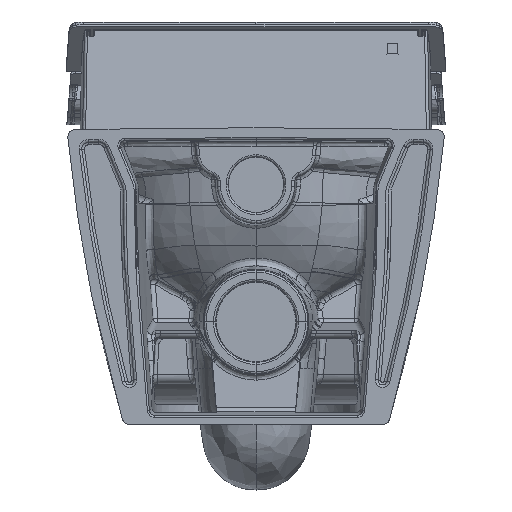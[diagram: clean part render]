
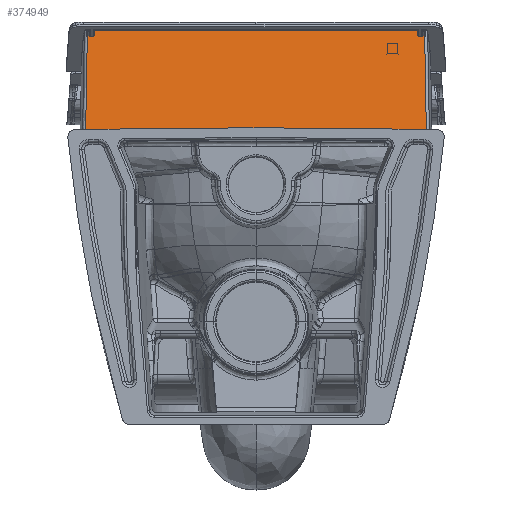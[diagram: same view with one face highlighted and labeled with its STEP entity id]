
A CAD part, left-side view. The second image highlights one B-rep face of the part: STEP entity #374949.
In plain terms, the highlighted face is planar.
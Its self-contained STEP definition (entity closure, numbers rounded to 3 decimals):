
#319675=CARTESIAN_POINT('',(105.207,159.2,67.218));
#319676=VERTEX_POINT('',#319675);
#319692=CARTESIAN_POINT('',(105.207,-159.2,67.218));
#319693=VERTEX_POINT('',#319692);
#319701=CARTESIAN_POINT('',(105.207,159.2,67.218));
#319702=DIRECTION('',(0.0,-1.0,0.0));
#319703=VECTOR('',#319702,318.4);
#319704=LINE('',#319701,#319703);
#319705=EDGE_CURVE('',#319693,#319676,#319704,.F.);
#324722=CARTESIAN_POINT('',(121.391,-167.707,-31.02));
#324723=VERTEX_POINT('',#324722);
#324724=CARTESIAN_POINT('',(106.201,-166.121,61.182));
#324725=VERTEX_POINT('',#324724);
#324726=CARTESIAN_POINT('',(121.391,-167.707,-31.02));
#324727=CARTESIAN_POINT('',(116.328,-167.178,-0.286));
#324728=CARTESIAN_POINT('',(111.265,-166.649,30.448));
#324729=CARTESIAN_POINT('',(106.201,-166.121,61.182));
#324730=B_SPLINE_CURVE_WITH_KNOTS('',3,(#324726,#324727,#324728,#324729),.UNSPECIFIED.,.F.,.U.,(4,4),(27.843,121.301),.UNSPECIFIED.);
#324731=EDGE_CURVE('',#324723,#324725,#324730,.T.);
#328116=CARTESIAN_POINT('',(121.391,167.707,-31.02));
#328117=VERTEX_POINT('',#328116);
#328131=CARTESIAN_POINT('',(121.391,167.707,-31.02));
#328132=DIRECTION('',(0.,-1.0,0.0));
#328133=VECTOR('',#328132,335.415);
#328134=LINE('',#328131,#328133);
#328135=EDGE_CURVE('',#328117,#324723,#328134,.T.);
#330418=CARTESIAN_POINT('',(106.201,166.121,61.182));
#330419=VERTEX_POINT('',#330418);
#330575=CARTESIAN_POINT('',(106.224,165.5,61.044));
#330576=VERTEX_POINT('',#330575);
#330586=CARTESIAN_POINT('',(105.97,165.5,62.585));
#330587=DIRECTION('',(-0.987,0.,-0.163));
#330588=DIRECTION('',(0.163,-0.003,-0.987));
#330589=AXIS2_PLACEMENT_3D('',#330586,#330587,#330588);
#330590=ELLIPSE('',#330589,1.562,1.499);
#330591=EDGE_CURVE('',#330576,#330419,#330590,.F.);
#336517=CARTESIAN_POINT('',(106.224,160.7,61.044));
#336518=VERTEX_POINT('',#336517);
#336527=CARTESIAN_POINT('',(106.224,165.5,61.044));
#336528=DIRECTION('',(0.0,-1.0,0.0));
#336529=VECTOR('',#336528,4.8);
#336530=LINE('',#336527,#336529);
#336531=EDGE_CURVE('',#336518,#330576,#336530,.F.);
#350415=CARTESIAN_POINT('',(105.97,159.2,62.587));
#350416=VERTEX_POINT('',#350415);
#350417=CARTESIAN_POINT('',(105.97,159.2,62.587));
#350418=DIRECTION('',(-0.163,0.0,0.987));
#350419=VECTOR('',#350418,4.693);
#350420=LINE('',#350417,#350419);
#350421=EDGE_CURVE('',#319676,#350416,#350420,.F.);
#350448=CARTESIAN_POINT('',(106.224,-165.5,61.044));
#350449=VERTEX_POINT('',#350448);
#350458=CARTESIAN_POINT('',(106.224,-160.7,61.044));
#350459=VERTEX_POINT('',#350458);
#350460=CARTESIAN_POINT('',(106.224,-160.7,61.044));
#350461=DIRECTION('',(0.0,-1.0,0.0));
#350462=VECTOR('',#350461,4.8);
#350463=LINE('',#350460,#350462);
#350464=EDGE_CURVE('',#350449,#350459,#350463,.F.);
#350558=CARTESIAN_POINT('',(105.97,-159.2,62.587));
#350559=VERTEX_POINT('',#350558);
#350581=CARTESIAN_POINT('',(105.97,-159.2,62.587));
#350582=CARTESIAN_POINT('',(106.011,-159.2,62.336));
#350583=CARTESIAN_POINT('',(106.052,-159.249,62.086));
#350584=CARTESIAN_POINT('',(106.092,-159.348,61.847));
#350585=CARTESIAN_POINT('',(106.158,-159.622,61.446));
#350586=CARTESIAN_POINT('',(106.202,-160.03,61.177));
#350587=CARTESIAN_POINT('',(106.217,-160.245,61.088));
#350588=CARTESIAN_POINT('',(106.224,-160.473,61.044));
#350589=CARTESIAN_POINT('',(106.224,-160.7,61.044));
#350590=B_SPLINE_CURVE_WITH_KNOTS('',5,(#350581,#350582,#350583,#350584,#350585,#350586,#350587,#350588,#350589),.UNSPECIFIED.,.F.,.U.,(6,3,6),(5.832,6.844,7.737),.UNSPECIFIED.);
#350591=EDGE_CURVE('',#350459,#350559,#350590,.F.);
#366085=CARTESIAN_POINT('',(105.207,-159.2,67.218));
#366086=DIRECTION('',(0.163,0.0,-0.987));
#366087=VECTOR('',#366086,4.693);
#366088=LINE('',#366085,#366087);
#366089=EDGE_CURVE('',#350559,#319693,#366088,.F.);
#370556=CARTESIAN_POINT('',(106.224,160.7,61.044));
#370557=CARTESIAN_POINT('',(106.224,160.42,61.044));
#370558=CARTESIAN_POINT('',(106.213,160.14,61.111));
#370559=CARTESIAN_POINT('',(106.191,159.884,61.245));
#370560=CARTESIAN_POINT('',(106.138,159.513,61.567));
#370561=CARTESIAN_POINT('',(106.067,159.294,61.995));
#370562=CARTESIAN_POINT('',(106.036,159.231,62.188));
#370563=CARTESIAN_POINT('',(106.003,159.2,62.388));
#370564=CARTESIAN_POINT('',(105.97,159.2,62.587));
#370565=B_SPLINE_CURVE_WITH_KNOTS('',5,(#370556,#370557,#370558,#370559,#370560,#370561,#370562,#370563,#370564),.UNSPECIFIED.,.F.,.U.,(6,3,6),(2.916,4.017,4.823),.UNSPECIFIED.);
#370566=EDGE_CURVE('',#350416,#336518,#370565,.F.);
#374496=CARTESIAN_POINT('',(105.972,-165.503,62.572));
#374497=DIRECTION('',(-0.987,0.,-0.163));
#374498=DIRECTION('',(0.162,0.028,-0.986));
#374499=AXIS2_PLACEMENT_3D('',#374496,#374497,#374498);
#374500=ELLIPSE('',#374499,1.549,1.492);
#374501=EDGE_CURVE('',#324725,#350449,#374500,.F.);
#374925=CARTESIAN_POINT('',(121.717,0.,-32.998));
#374926=DIRECTION('',(-0.987,0.,-0.163));
#374927=DIRECTION('',(-0.163,0.0,0.987));
#374928=AXIS2_PLACEMENT_3D('',#374925,#374926,#374927);
#374929=PLANE('',#374928);
#374930=ORIENTED_EDGE('',*,*,#370566,.F.);
#374931=ORIENTED_EDGE('',*,*,#350421,.F.);
#374932=ORIENTED_EDGE('',*,*,#319705,.F.);
#374933=ORIENTED_EDGE('',*,*,#366089,.F.);
#374934=ORIENTED_EDGE('',*,*,#350591,.F.);
#374935=ORIENTED_EDGE('',*,*,#350464,.F.);
#374936=ORIENTED_EDGE('',*,*,#374501,.F.);
#374937=ORIENTED_EDGE('',*,*,#324731,.F.);
#374938=ORIENTED_EDGE('',*,*,#328135,.F.);
#374939=CARTESIAN_POINT('',(106.201,166.121,61.182));
#374940=DIRECTION('',(0.163,0.017,-0.987));
#374941=VECTOR('',#374940,93.459);
#374942=LINE('',#374939,#374941);
#374943=EDGE_CURVE('',#330419,#328117,#374942,.T.);
#374944=ORIENTED_EDGE('',*,*,#374943,.F.);
#374945=ORIENTED_EDGE('',*,*,#330591,.F.);
#374946=ORIENTED_EDGE('',*,*,#336531,.F.);
#374947=EDGE_LOOP('',(#374930,#374931,#374932,#374933,#374934,#374935,#374936,#374937,#374938,#374944,#374945,#374946));
#374948=FACE_OUTER_BOUND('',#374947,.T.);
#374949=ADVANCED_FACE('',(#374948),#374929,.F.);
